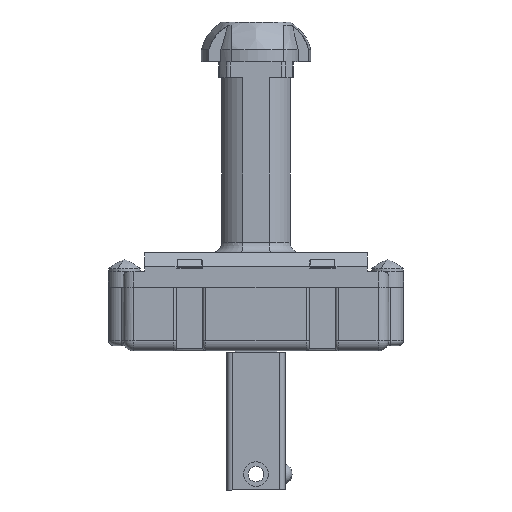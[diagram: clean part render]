
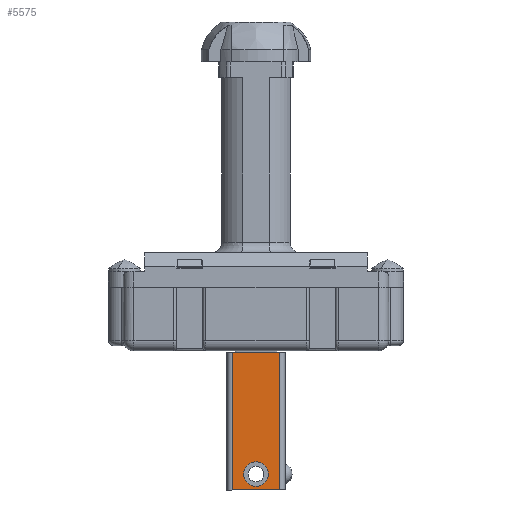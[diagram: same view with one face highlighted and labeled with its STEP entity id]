
A CAD part, front view. The second image highlights one B-rep face of the part: STEP entity #5575.
In plain terms, the highlighted planar face has unit normal (0, -1, 0).
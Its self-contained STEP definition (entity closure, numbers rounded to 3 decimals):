
#5575=ADVANCED_FACE('',(#9586,#9587),#9588,.F.);
#5785=EDGE_CURVE('',#9898,#9917,#9920,.T.);
#5787=EDGE_CURVE('',#9922,#9923,#9924,.T.);
#5789=EDGE_CURVE('',#9898,#9922,#9926,.T.);
#5791=EDGE_CURVE('',#9917,#9923,#9928,.T.);
#5793=EDGE_CURVE('',#9930,#9931,#9932,.T.);
#5795=EDGE_CURVE('',#9931,#9930,#9934,.T.);
#9586=FACE_OUTER_BOUND('',#14800,.T.);
#9587=FACE_BOUND('',#14801,.T.);
#9588=PLANE('',#14802);
#9898=VERTEX_POINT('',#15256);
#9917=VERTEX_POINT('',#15284);
#9920=LINE('',#15288,#15289);
#9922=VERTEX_POINT('',#15292);
#9923=VERTEX_POINT('',#15293);
#9924=LINE('',#15294,#15295);
#9926=LINE('',#15298,#15299);
#9928=LINE('',#15302,#15303);
#9930=VERTEX_POINT('',#15306);
#9931=VERTEX_POINT('',#15307);
#9932=CIRCLE('',#15308,2.3);
#9934=CIRCLE('',#15311,2.3);
#14800=EDGE_LOOP('',(#20962,#20963,#20964,#20965));
#14801=EDGE_LOOP('',(#20966,#20967));
#14802=AXIS2_PLACEMENT_3D('',#20968,#20969,#20970);
#15256=CARTESIAN_POINT('',(32.3,19.5,26.0));
#15284=CARTESIAN_POINT('',(23.3,19.5,26.0));
#15288=CARTESIAN_POINT('',(32.3,19.5,26.0));
#15289=VECTOR('',#21611,9.0);
#15292=CARTESIAN_POINT('',(32.3,19.5,0.0));
#15293=CARTESIAN_POINT('',(23.3,19.5,0.0));
#15294=CARTESIAN_POINT('',(32.3,19.5,0.0));
#15295=VECTOR('',#21612,9.0);
#15298=CARTESIAN_POINT('',(32.3,19.5,26.0));
#15299=VECTOR('',#21613,26.0);
#15302=CARTESIAN_POINT('',(23.3,19.5,26.0));
#15303=VECTOR('',#21614,26.0);
#15306=CARTESIAN_POINT('',(30.1,19.5,3.0));
#15307=CARTESIAN_POINT('',(25.5,19.5,3.0));
#15308=AXIS2_PLACEMENT_3D('',#21615,#21616,#21617);
#15311=AXIS2_PLACEMENT_3D('',#21618,#21619,#21620);
#20962=ORIENTED_EDGE('',*,*,#5787,.F.);
#20963=ORIENTED_EDGE('',*,*,#5789,.F.);
#20964=ORIENTED_EDGE('',*,*,#5785,.T.);
#20965=ORIENTED_EDGE('',*,*,#5791,.T.);
#20966=ORIENTED_EDGE('',*,*,#5793,.T.);
#20967=ORIENTED_EDGE('',*,*,#5795,.T.);
#20968=CARTESIAN_POINT('',(33.3,19.5,27.0));
#20969=DIRECTION('',(0.,1.0,0.));
#20970=DIRECTION('',(1.0,0.0,0.));
#21611=DIRECTION('',(-1.0,0.,0.));
#21612=DIRECTION('',(-1.0,0.,0.));
#21613=DIRECTION('',(0.,0.,-1.0));
#21614=DIRECTION('',(0.,0.,-1.0));
#21615=CARTESIAN_POINT('',(27.8,19.5,3.0));
#21616=DIRECTION('',(0.,1.0,0.));
#21617=DIRECTION('',(1.0,0.,0.0));
#21618=CARTESIAN_POINT('',(27.8,19.5,3.0));
#21619=DIRECTION('',(0.,1.0,0.));
#21620=DIRECTION('',(-1.0,0.,0.));
